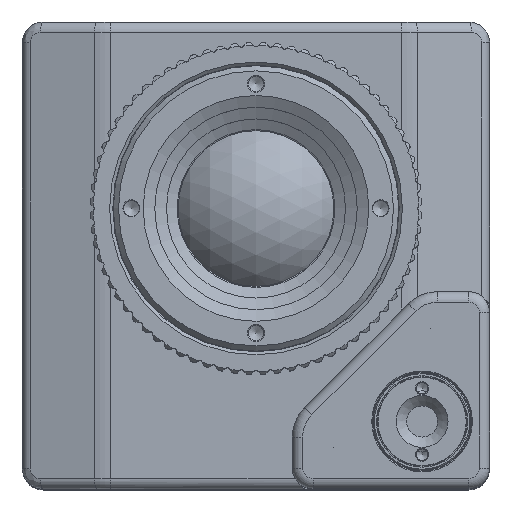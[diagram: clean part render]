
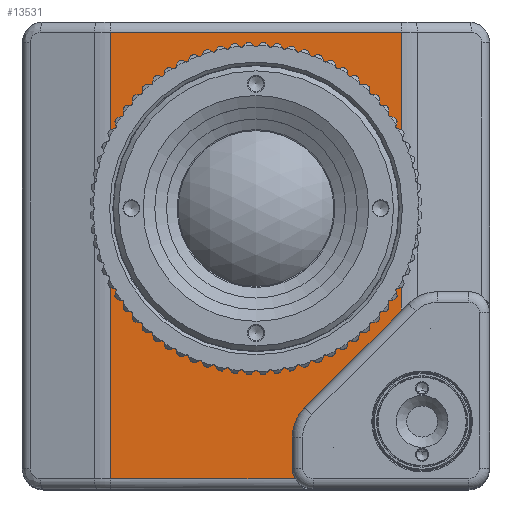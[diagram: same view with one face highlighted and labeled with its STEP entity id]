
A CAD part, top view. The second image highlights one B-rep face of the part: STEP entity #13531.
In plain terms, the highlighted planar face has unit normal (0, 0, 1).
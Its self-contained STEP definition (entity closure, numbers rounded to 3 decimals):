
#6 = DIRECTION ( 'NONE',  ( -1., 0., 0. ) ) ;
#981 = AXIS2_PLACEMENT_3D ( 'NONE', #59307, #31013, #2576 ) ;
#1156 = VERTEX_POINT ( 'NONE', #18634 ) ;
#2576 = DIRECTION ( 'NONE',  ( 1., 0., 0. ) ) ;
#2899 = AXIS2_PLACEMENT_3D ( 'NONE', #56417, #28161, #61161 ) ;
#4314 = CARTESIAN_POINT ( 'NONE',  ( 3.5, -22., 0. ) ) ;
#4388 = ORIENTED_EDGE ( 'NONE', *, *, #54001, .F. ) ;
#4426 = AXIS2_PLACEMENT_3D ( 'NONE', #22124, #55092, #26830 ) ;
#5483 = CARTESIAN_POINT ( 'NONE',  ( 3.768, -26., 0. ) ) ;
#7324 = LINE ( 'NONE', #19385, #56251 ) ;
#8833 = CARTESIAN_POINT ( 'NONE',  ( 14., -9.843, 0. ) ) ;
#8975 = VECTOR ( 'NONE', #6, 1000. ) ;
#9176 = LINE ( 'NONE', #18972, #8975 ) ;
#9327 = CARTESIAN_POINT ( 'NONE',  ( 3.5, -25., 0. ) ) ;
#10175 = EDGE_CURVE ( 'NONE', #17452, #23337, #43069, .T. ) ;
#13509 = VERTEX_POINT ( 'NONE', #4314 ) ;
#13531 = ADVANCED_FACE ( 'NONE', ( #15874, #15642 ), #47012, .T. ) ;
#14283 = EDGE_CURVE ( 'NONE', #23337, #27842, #9176, .T. ) ;
#15642 = FACE_OUTER_BOUND ( 'NONE', #16315, .T. ) ;
#15874 = FACE_BOUND ( 'NONE', #40797, .T. ) ;
#16315 = EDGE_LOOP ( 'NONE', ( #16875, #45563, #4388, #44123, #33285, #52027, #42154, #19721 ) ) ;
#16815 = DIRECTION ( 'NONE',  ( -0.707, -0.707, 0. ) ) ;
#16875 = ORIENTED_EDGE ( 'NONE', *, *, #58302, .F. ) ;
#17452 = VERTEX_POINT ( 'NONE', #8833 ) ;
#18497 = ORIENTED_EDGE ( 'NONE', *, *, #47894, .T. ) ;
#18634 = CARTESIAN_POINT ( 'NONE',  ( 13.55, 0., 0. ) ) ;
#18754 = CARTESIAN_POINT ( 'NONE',  ( -20.5, 16., 0. ) ) ;
#18972 = CARTESIAN_POINT ( 'NONE',  ( -20.5, 17., 0. ) ) ;
#19385 = CARTESIAN_POINT ( 'NONE',  ( -20.5, -26., 0. ) ) ;
#19721 = ORIENTED_EDGE ( 'NONE', *, *, #44350, .T. ) ;
#21961 = VERTEX_POINT ( 'NONE', #9327 ) ;
#22124 = CARTESIAN_POINT ( 'NONE',  ( 7.5, -22., 0. ) ) ;
#23337 = VERTEX_POINT ( 'NONE', #49411 ) ;
#23494 = DIRECTION ( 'NONE',  ( 0., 0., 1. ) ) ;
#26830 = DIRECTION ( 'NONE',  ( -1., 0., 0. ) ) ;
#27842 = VERTEX_POINT ( 'NONE', #47271 ) ;
#28161 = DIRECTION ( 'NONE',  ( 0., 0., 1. ) ) ;
#29531 = EDGE_CURVE ( 'NONE', #13509, #21961, #33476, .T. ) ;
#29675 = AXIS2_PLACEMENT_3D ( 'NONE', #18754, #23494, #56500 ) ;
#30022 = VECTOR ( 'NONE', #16815, 1000. ) ;
#30619 = DIRECTION ( 'NONE',  ( 0., 1., 0. ) ) ;
#31013 = DIRECTION ( 'NONE',  ( 0., 0., -1. ) ) ;
#31084 = CARTESIAN_POINT ( 'NONE',  ( 4.672, -19.172, 0. ) ) ;
#31755 = VERTEX_POINT ( 'NONE', #5483 ) ;
#31888 = DIRECTION ( 'NONE',  ( 1., 0., 0. ) ) ;
#31939 = EDGE_CURVE ( 'NONE', #46293, #27842, #58714, .T. ) ;
#33285 = ORIENTED_EDGE ( 'NONE', *, *, #10175, .T. ) ;
#33476 = LINE ( 'NONE', #42095, #55649 ) ;
#34003 = CARTESIAN_POINT ( 'NONE',  ( -14., -26., 0. ) ) ;
#36518 = DIRECTION ( 'NONE',  ( 0., 1., 0. ) ) ;
#39711 = CARTESIAN_POINT ( 'NONE',  ( -14., 18.001, 0. ) ) ;
#40797 = EDGE_LOOP ( 'NONE', ( #18497 ) ) ;
#42095 = CARTESIAN_POINT ( 'NONE',  ( 3.5, -22., 0. ) ) ;
#42154 = ORIENTED_EDGE ( 'NONE', *, *, #31939, .F. ) ;
#43069 = LINE ( 'NONE', #45826, #43130 ) ;
#43130 = VECTOR ( 'NONE', #36518, 1000. ) ;
#43680 = CIRCLE ( 'NONE', #2899, 2. ) ;
#44123 = ORIENTED_EDGE ( 'NONE', *, *, #54892, .F. ) ;
#44350 = EDGE_CURVE ( 'NONE', #46293, #31755, #7324, .T. ) ;
#45563 = ORIENTED_EDGE ( 'NONE', *, *, #29531, .F. ) ;
#45826 = CARTESIAN_POINT ( 'NONE',  ( 14., -27.001, 0. ) ) ;
#46293 = VERTEX_POINT ( 'NONE', #34003 ) ;
#47012 = PLANE ( 'NONE',  #29675 ) ;
#47271 = CARTESIAN_POINT ( 'NONE',  ( -14., 17., 0. ) ) ;
#47622 = VECTOR ( 'NONE', #30619, 1000. ) ;
#47857 = CIRCLE ( 'NONE', #4426, 4. ) ;
#47894 = EDGE_CURVE ( 'NONE', #1156, #1156, #60601, .T. ) ;
#48787 = VERTEX_POINT ( 'NONE', #60331 ) ;
#49411 = CARTESIAN_POINT ( 'NONE',  ( 14., 17., 0. ) ) ;
#51453 = DIRECTION ( 'NONE',  ( 0., -1., 0. ) ) ;
#52027 = ORIENTED_EDGE ( 'NONE', *, *, #14283, .T. ) ;
#54001 = EDGE_CURVE ( 'NONE', #48787, #13509, #47857, .T. ) ;
#54892 = EDGE_CURVE ( 'NONE', #17452, #48787, #55118, .T. ) ;
#55092 = DIRECTION ( 'NONE',  ( 0., 0., 1. ) ) ;
#55118 = LINE ( 'NONE', #31084, #30022 ) ;
#55649 = VECTOR ( 'NONE', #51453, 1000. ) ;
#56251 = VECTOR ( 'NONE', #31888, 1000. ) ;
#56417 = CARTESIAN_POINT ( 'NONE',  ( 5.5, -25., 0. ) ) ;
#56500 = DIRECTION ( 'NONE',  ( 1., 0., 0. ) ) ;
#58302 = EDGE_CURVE ( 'NONE', #21961, #31755, #43680, .T. ) ;
#58714 = LINE ( 'NONE', #39711, #47622 ) ;
#59307 = CARTESIAN_POINT ( 'NONE',  ( 0., 0., 0. ) ) ;
#60331 = CARTESIAN_POINT ( 'NONE',  ( 4.672, -19.172, 0. ) ) ;
#60601 = CIRCLE ( 'NONE', #981, 13.55 ) ;
#61161 = DIRECTION ( 'NONE',  ( 1., 0., 0. ) ) ;
